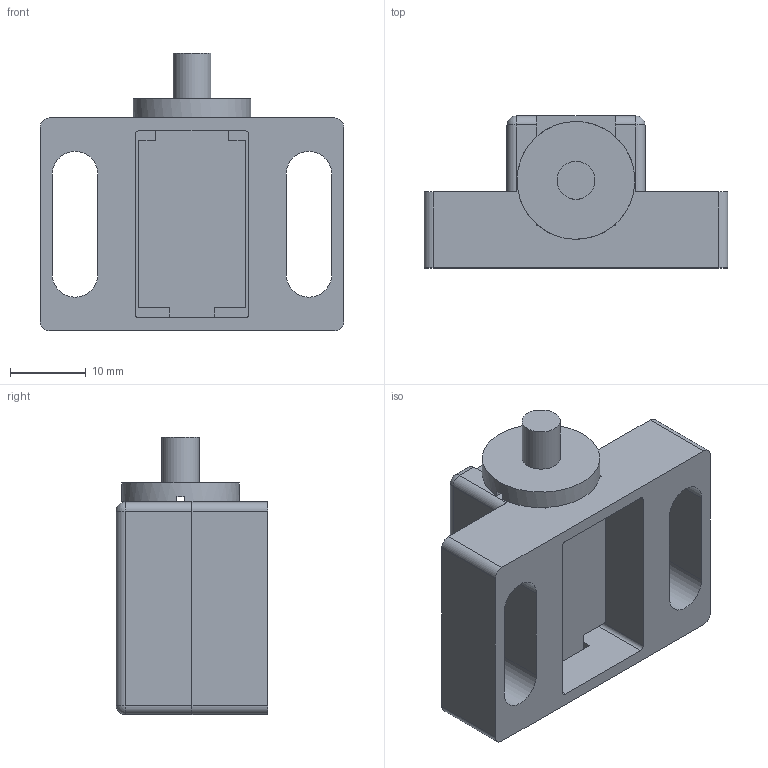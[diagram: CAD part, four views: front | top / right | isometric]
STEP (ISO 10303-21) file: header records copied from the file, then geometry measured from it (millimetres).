
FILE_DESCRIPTION((''),'2;1');
FILE_NAME('AR3833.stp','2018-04-20T13:16:29',('Envy'),(''),'Autodesk Inventor 2013','Autodesk Inventor 2013','');
FILE_SCHEMA(('AUTOMOTIVE_DESIGN { 1 0 10303 214 1 1 1 1 }'));
Length unit declared in the file: millimetre
Products named in the file (4): AR3833; AR3833 I; AR3833 II; AR3833 III
Assembly tree (3 placements, depth 2):
  AR3833
    AR3833 I
    AR3833 II
    AR3833 III
Bounding box: 40 x 20 x 36.5 mm (x, y, z)
Volume: 11419.7 mm3; surface area: 8183.8 mm2
Topology: 3 solids, 3 shells, 84 faces, 224 edges, 144 vertices
Faces by surface type: plane 56, cylinder 24, sphere 4
Full cylindrical faces by diameter (mm): 5 x1, 15.5 x1
Entity records: 2714 total; most frequent: CARTESIAN_POINT 455, DIRECTION 454, ORIENTED_EDGE 442, EDGE_CURVE 221, VECTOR 170, LINE 170, VERTEX_POINT 143, AXIS2_PLACEMENT_3D 142
